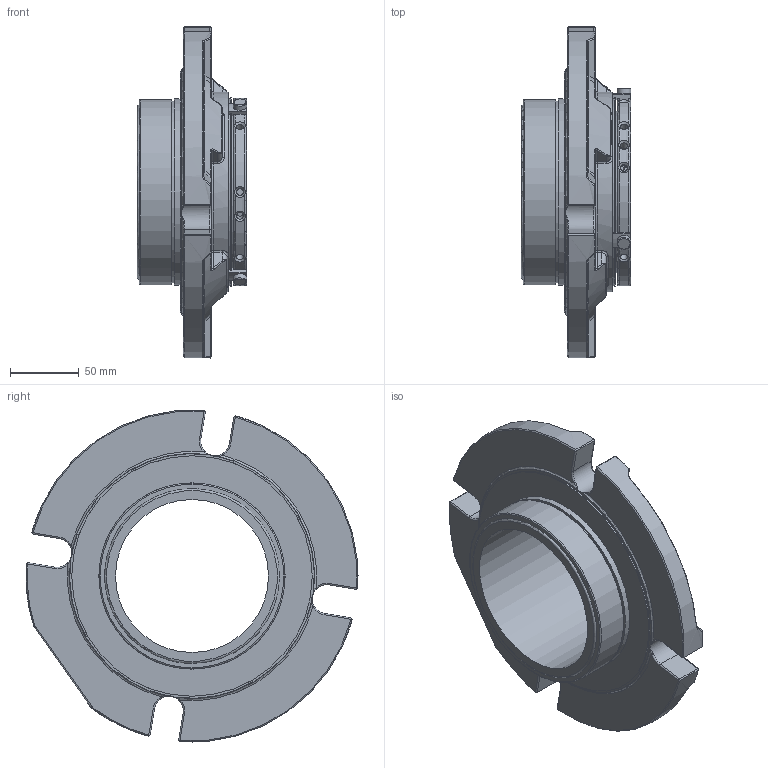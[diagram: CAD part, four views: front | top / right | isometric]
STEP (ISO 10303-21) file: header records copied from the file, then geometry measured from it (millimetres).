
FILE_DESCRIPTION(/* description */ ('Unknown'),/* implementation_level */ '2;1');
FILE_NAME(/* name */ '4.375',/* time_stamp */ '2023-04-04T13:37:00+01:00',/* author */ ('Unknown'),/* organization */ ('Unknown'),/* preprocessor_version */ 'ST-DEVELOPER v18.102',/* originating_system */ 'Solid Edge',/* authorisation */ 'Unknown');
FILE_SCHEMA (('AUTOMOTIVE_DESIGN {1 0 10303 214 3 1 1}'));
Length unit declared in the file: millimetre
Products named in the file (1): 4.375
Bounding box: 79.62 x 241.05 x 241.05 mm (x, y, z)
Volume: 944539.2 mm3; surface area: 147346.5 mm2
Topology: 1 solids, 1 shells, 651 faces, 1654 edges, 1032 vertices
Faces by surface type: plane 219, cylinder 170, bspline 131, torus 75, cone 40, sphere 16
Full cylindrical faces by diameter (mm): 3.761 x1, 5 x11, 10 x3, 11.252 x1, 111.125 x1, 117.45 x1, 132.029 x1, 134.925 x1, 135.255 x1, 136.474 x1, 137.998 x1, 174.625 x1
Entity records: 27087 total; most frequent: CARTESIAN_POINT 8426, ORIENTED_EDGE 3124, DIRECTION 2559, EDGE_CURVE 1562, AXIS2_PLACEMENT_3D 1011, VERTEX_POINT 993, EDGE_LOOP 745, FACE_BOUND 745
